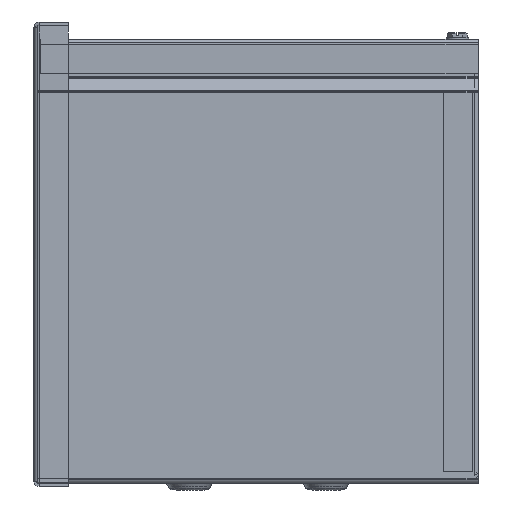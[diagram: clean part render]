
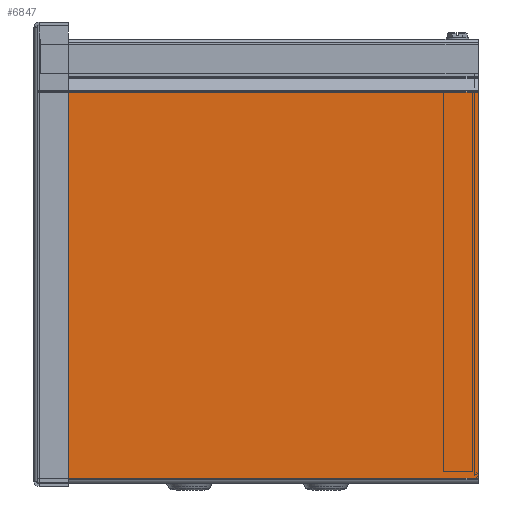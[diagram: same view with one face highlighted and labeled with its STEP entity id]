
A CAD part, left-side view. The second image highlights one B-rep face of the part: STEP entity #6847.
In plain terms, the highlighted planar face has unit normal (-1, 0, 0).
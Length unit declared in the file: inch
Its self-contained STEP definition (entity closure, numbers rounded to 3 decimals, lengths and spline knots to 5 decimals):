
#484=LINE('',#10033,#994);
#487=LINE('',#10039,#997);
#495=LINE('',#10062,#1005);
#496=LINE('',#10066,#1006);
#994=VECTOR('',#8189,8.0625);
#997=VECTOR('',#8194,7.06099);
#1005=VECTOR('',#8226,8.0625);
#1006=VECTOR('',#8233,7.06099);
#1483=PLANE('',#7323);
#1816=FACE_OUTER_BOUND('',#2251,.T.);
#2251=EDGE_LOOP('',(#4733,#4734,#4735,#4736));
#2961=VERTEX_POINT('',#10021);
#2962=VERTEX_POINT('',#10025);
#2964=VERTEX_POINT('',#10037);
#2967=VERTEX_POINT('',#10061);
#3619=EDGE_CURVE('',#2961,#2962,#484,.T.);
#3622=EDGE_CURVE('',#2964,#2962,#487,.T.);
#3634=EDGE_CURVE('',#2964,#2967,#495,.T.);
#3637=EDGE_CURVE('',#2961,#2967,#496,.T.);
#4733=ORIENTED_EDGE('',*,*,#3619,.T.);
#4734=ORIENTED_EDGE('',*,*,#3622,.F.);
#4735=ORIENTED_EDGE('',*,*,#3634,.T.);
#4736=ORIENTED_EDGE('',*,*,#3637,.F.);
#6847=ADVANCED_FACE('',(#1816),#1483,.F.);
#7323=AXIS2_PLACEMENT_3D('',#10074,#8245,#8246);
#8189=DIRECTION('',(0.,1.,0.));
#8194=DIRECTION('',(0.,0.,1.));
#8226=DIRECTION('',(0.,-1.,0.));
#8233=DIRECTION('',(0.,0.,-1.));
#8245=DIRECTION('center_axis',(1.,0.,0.));
#8246=DIRECTION('ref_axis',(0.,0.,-1.));
#10021=CARTESIAN_POINT('',(-24.0625,-4.03125,7.15424));
#10025=CARTESIAN_POINT('',(-24.0625,4.03125,7.15424));
#10033=CARTESIAN_POINT('',(-24.0625,2.01563,7.15424));
#10037=CARTESIAN_POINT('',(-24.0625,4.03125,0.09325));
#10039=CARTESIAN_POINT('',(-24.0625,4.03125,0.09325));
#10061=CARTESIAN_POINT('',(-24.0625,-4.03125,0.09325));
#10062=CARTESIAN_POINT('',(-24.0625,0.,0.09325));
#10066=CARTESIAN_POINT('',(-24.0625,-4.03125,-0.04446));
#10074=CARTESIAN_POINT('Origin',(-24.0625,0.,3.5997));
